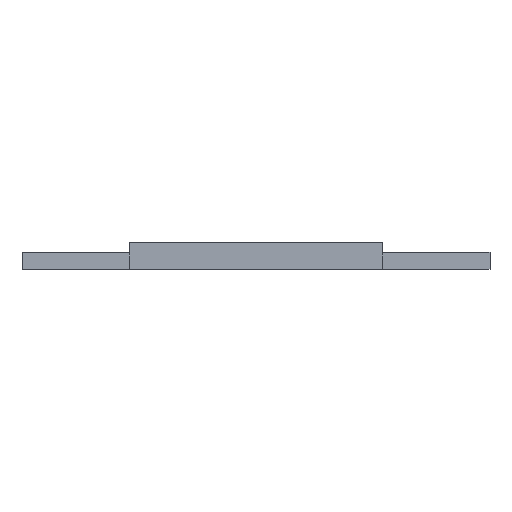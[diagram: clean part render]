
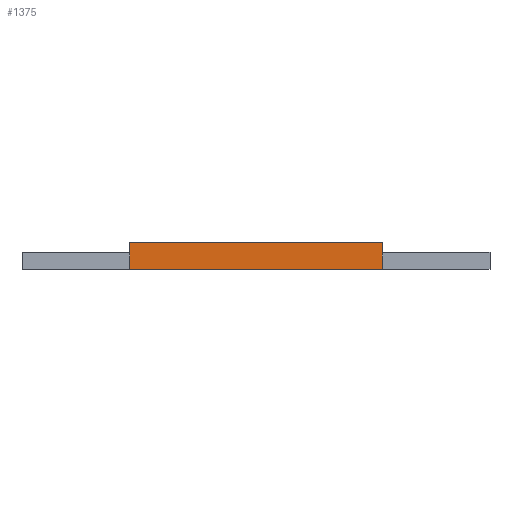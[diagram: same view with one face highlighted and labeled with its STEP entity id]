
A CAD part, front view. The second image highlights one B-rep face of the part: STEP entity #1375.
In plain terms, the highlighted planar face has unit normal (0, -1, 0).
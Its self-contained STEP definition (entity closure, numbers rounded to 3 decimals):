
#240 = PLANE('',#241);
#241 = AXIS2_PLACEMENT_3D('',#242,#243,#244);
#242 = CARTESIAN_POINT('',(-13.567,-32.4,0.));
#243 = DIRECTION('',(-0.966,0.259,0.)
  );
#244 = DIRECTION('',(0.259,0.966,0.));
#296 = PLANE('',#297);
#297 = AXIS2_PLACEMENT_3D('',#298,#299,#300);
#298 = CARTESIAN_POINT('',(14.8,-37.,0.));
#299 = DIRECTION('',(0.966,0.259,0.));
#300 = DIRECTION('',(0.259,-0.966,0.)
  );
#593 = VERTEX_POINT('',#594);
#594 = CARTESIAN_POINT('',(14.8,-37.,0.));
#608 = PLANE('',#609);
#609 = AXIS2_PLACEMENT_3D('',#610,#611,#612);
#610 = CARTESIAN_POINT('',(0.,-34.786,0.));
#611 = DIRECTION('',(0.,0.,1.));
#612 = DIRECTION('',(-1.,-0.,-0.));
#620 = EDGE_CURVE('',#593,#621,#623,.T.);
#621 = VERTEX_POINT('',#622);
#622 = CARTESIAN_POINT('',(14.8,-37.,3.1));
#623 = SURFACE_CURVE('',#624,(#628,#635),.PCURVE_S1.);
#624 = LINE('',#625,#626);
#625 = CARTESIAN_POINT('',(14.8,-37.,0.));
#626 = VECTOR('',#627,1.);
#627 = DIRECTION('',(0.,0.,1.));
#628 = PCURVE('',#296,#629);
#629 = DEFINITIONAL_REPRESENTATION('',(#630),#634);
#630 = LINE('',#631,#632);
#631 = CARTESIAN_POINT('',(-0.,0.));
#632 = VECTOR('',#633,1.);
#633 = DIRECTION('',(-0.,-1.));
#634 = ( GEOMETRIC_REPRESENTATION_CONTEXT(2) 
PARAMETRIC_REPRESENTATION_CONTEXT() REPRESENTATION_CONTEXT('2D SPACE',''
  ) );
#635 = PCURVE('',#636,#641);
#636 = PLANE('',#637);
#637 = AXIS2_PLACEMENT_3D('',#638,#639,#640);
#638 = CARTESIAN_POINT('',(-14.8,-37.,0.));
#639 = DIRECTION('',(-0.,-1.,0.));
#640 = DIRECTION('',(-1.,-0.,-0.));
#641 = DEFINITIONAL_REPRESENTATION('',(#642),#646);
#642 = LINE('',#643,#644);
#643 = CARTESIAN_POINT('',(-29.6,0.));
#644 = VECTOR('',#645,1.);
#645 = DIRECTION('',(-0.,-1.));
#646 = ( GEOMETRIC_REPRESENTATION_CONTEXT(2) 
PARAMETRIC_REPRESENTATION_CONTEXT() REPRESENTATION_CONTEXT('2D SPACE',''
  ) );
#662 = PLANE('',#663);
#663 = AXIS2_PLACEMENT_3D('',#664,#665,#666);
#664 = CARTESIAN_POINT('',(0.,-34.786,3.1));
#665 = DIRECTION('',(0.,0.,1.));
#666 = DIRECTION('',(-1.,-0.,-0.));
#750 = VERTEX_POINT('',#751);
#751 = CARTESIAN_POINT('',(-14.8,-37.,3.1));
#772 = EDGE_CURVE('',#773,#750,#775,.T.);
#773 = VERTEX_POINT('',#774);
#774 = CARTESIAN_POINT('',(-14.8,-37.,0.));
#775 = SURFACE_CURVE('',#776,(#780,#787),.PCURVE_S1.);
#776 = LINE('',#777,#778);
#777 = CARTESIAN_POINT('',(-14.8,-37.,0.));
#778 = VECTOR('',#779,1.);
#779 = DIRECTION('',(0.,0.,1.));
#780 = PCURVE('',#240,#781);
#781 = DEFINITIONAL_REPRESENTATION('',(#782),#786);
#782 = LINE('',#783,#784);
#783 = CARTESIAN_POINT('',(-4.762,0.));
#784 = VECTOR('',#785,1.);
#785 = DIRECTION('',(-0.,-1.));
#786 = ( GEOMETRIC_REPRESENTATION_CONTEXT(2) 
PARAMETRIC_REPRESENTATION_CONTEXT() REPRESENTATION_CONTEXT('2D SPACE',''
  ) );
#787 = PCURVE('',#636,#788);
#788 = DEFINITIONAL_REPRESENTATION('',(#789),#793);
#789 = LINE('',#790,#791);
#790 = CARTESIAN_POINT('',(-0.,0.));
#791 = VECTOR('',#792,1.);
#792 = DIRECTION('',(-0.,-1.));
#793 = ( GEOMETRIC_REPRESENTATION_CONTEXT(2) 
PARAMETRIC_REPRESENTATION_CONTEXT() REPRESENTATION_CONTEXT('2D SPACE',''
  ) );
#1355 = EDGE_CURVE('',#750,#621,#1356,.T.);
#1356 = SURFACE_CURVE('',#1357,(#1361,#1368),.PCURVE_S1.);
#1357 = LINE('',#1358,#1359);
#1358 = CARTESIAN_POINT('',(-14.8,-37.,3.1));
#1359 = VECTOR('',#1360,1.);
#1360 = DIRECTION('',(1.,0.,0.));
#1361 = PCURVE('',#662,#1362);
#1362 = DEFINITIONAL_REPRESENTATION('',(#1363),#1367);
#1363 = LINE('',#1364,#1365);
#1364 = CARTESIAN_POINT('',(14.8,2.214));
#1365 = VECTOR('',#1366,1.);
#1366 = DIRECTION('',(-1.,-0.));
#1367 = ( GEOMETRIC_REPRESENTATION_CONTEXT(2) 
PARAMETRIC_REPRESENTATION_CONTEXT() REPRESENTATION_CONTEXT('2D SPACE',''
  ) );
#1368 = PCURVE('',#636,#1369);
#1369 = DEFINITIONAL_REPRESENTATION('',(#1370),#1374);
#1370 = LINE('',#1371,#1372);
#1371 = CARTESIAN_POINT('',(-0.,-3.1));
#1372 = VECTOR('',#1373,1.);
#1373 = DIRECTION('',(-1.,0.));
#1374 = ( GEOMETRIC_REPRESENTATION_CONTEXT(2) 
PARAMETRIC_REPRESENTATION_CONTEXT() REPRESENTATION_CONTEXT('2D SPACE',''
  ) );
#1375 = ADVANCED_FACE('',(#1376),#636,.T.);
#1376 = FACE_BOUND('',#1377,.F.);
#1377 = EDGE_LOOP('',(#1378,#1379,#1380,#1381));
#1378 = ORIENTED_EDGE('',*,*,#772,.T.);
#1379 = ORIENTED_EDGE('',*,*,#1355,.T.);
#1380 = ORIENTED_EDGE('',*,*,#620,.F.);
#1381 = ORIENTED_EDGE('',*,*,#1382,.F.);
#1382 = EDGE_CURVE('',#773,#593,#1383,.T.);
#1383 = SURFACE_CURVE('',#1384,(#1388,#1395),.PCURVE_S1.);
#1384 = LINE('',#1385,#1386);
#1385 = CARTESIAN_POINT('',(-14.8,-37.,0.));
#1386 = VECTOR('',#1387,1.);
#1387 = DIRECTION('',(1.,0.,0.));
#1388 = PCURVE('',#636,#1389);
#1389 = DEFINITIONAL_REPRESENTATION('',(#1390),#1394);
#1390 = LINE('',#1391,#1392);
#1391 = CARTESIAN_POINT('',(-0.,0.));
#1392 = VECTOR('',#1393,1.);
#1393 = DIRECTION('',(-1.,0.));
#1394 = ( GEOMETRIC_REPRESENTATION_CONTEXT(2) 
PARAMETRIC_REPRESENTATION_CONTEXT() REPRESENTATION_CONTEXT('2D SPACE',''
  ) );
#1395 = PCURVE('',#608,#1396);
#1396 = DEFINITIONAL_REPRESENTATION('',(#1397),#1401);
#1397 = LINE('',#1398,#1399);
#1398 = CARTESIAN_POINT('',(14.8,2.214));
#1399 = VECTOR('',#1400,1.);
#1400 = DIRECTION('',(-1.,-0.));
#1401 = ( GEOMETRIC_REPRESENTATION_CONTEXT(2) 
PARAMETRIC_REPRESENTATION_CONTEXT() REPRESENTATION_CONTEXT('2D SPACE',''
  ) );
